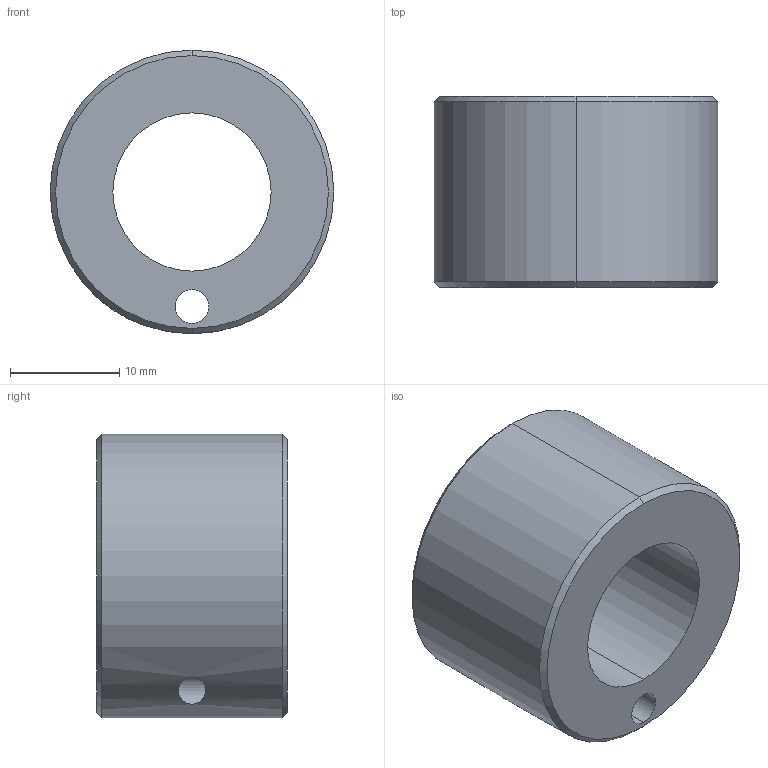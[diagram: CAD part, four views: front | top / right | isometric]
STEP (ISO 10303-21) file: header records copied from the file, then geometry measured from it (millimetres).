
FILE_DESCRIPTION (( 'STEP AP214' ), '1' );
FILE_NAME ('MMPE10046- cylindre de chauffe .STEP', '2025-01-14T17:51:27', ( '' ), ( '' ), 'SwSTEP 2.0', 'SolidWorks 2019', '' );
FILE_SCHEMA (( 'AUTOMOTIVE_DESIGN' ));
Length unit declared in the file: millimetre
Products named in the file (1): MMPE10046- cylindre de chauffe 
Bounding box: 26 x 17.5 x 26 mm (x, y, z)
Volume: 6218.9 mm3; surface area: 3100.2 mm2
Topology: 1 solids, 1 shells, 14 faces, 32 edges, 20 vertices
Faces by surface type: cylinder 8, cone 4, plane 2
Entity records: 574 total; most frequent: CARTESIAN_POINT 159, DIRECTION 74, ORIENTED_EDGE 64, EDGE_CURVE 32, AXIS2_PLACEMENT_3D 31, VERTEX_POINT 20, EDGE_LOOP 20, CIRCLE 16
